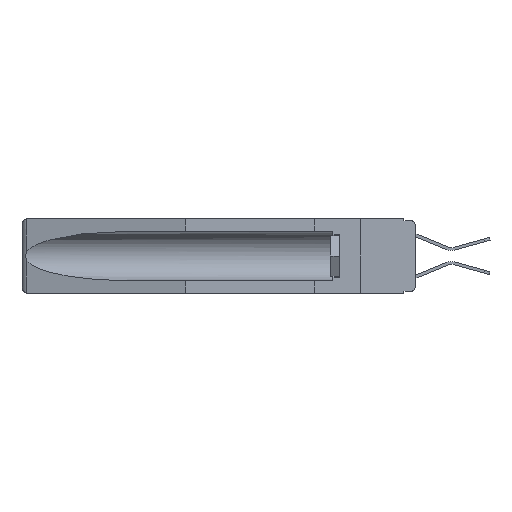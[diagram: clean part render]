
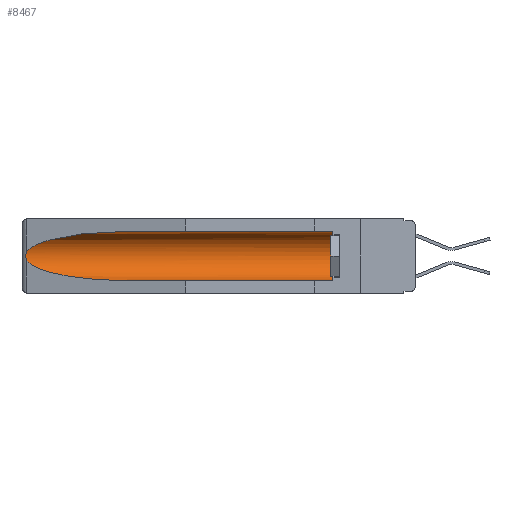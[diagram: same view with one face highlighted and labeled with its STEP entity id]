
A CAD part, left-side view. The second image highlights one B-rep face of the part: STEP entity #8467.
In plain terms, the highlighted cylindrical face has radius 2.857 mm (diameter 5.715 mm), a partial arc.
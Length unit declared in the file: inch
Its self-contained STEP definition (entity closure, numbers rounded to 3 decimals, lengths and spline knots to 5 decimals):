
#146 = DIRECTION ( 'NONE',  ( 0., 0., 1. ) ) ;
#674 = CARTESIAN_POINT ( 'NONE',  ( 0.25451, 1.48313, -0.09465 ) ) ;
#860 = VERTEX_POINT ( 'NONE', #4616 ) ;
#943 = CARTESIAN_POINT ( 'NONE',  ( 0.25451, 1.48313, -0.24835 ) ) ;
#1260 = LINE ( 'NONE', #9411, #4347 ) ;
#1492 = CARTESIAN_POINT ( 'NONE',  ( 0.155, 0.126, -0.284 ) ) ;
#1918 = VERTEX_POINT ( 'NONE', #13766 ) ;
#2291 = EDGE_CURVE ( 'NONE', #3435, #15818, #2691, .T. ) ;
#2691 = B_SPLINE_CURVE_WITH_KNOTS ( 'NONE', 3,
 ( #18134, #6420, #13243, #8321, #3293, #21259, #19802, #11419, #4668, #14912 ),
 .UNSPECIFIED., .F., .F.,
 ( 4, 2, 2, 2, 4 ),
 ( 0., 0.00029, 0.00058, 0.00087, 0.00117 ),
 .UNSPECIFIED. ) ;
#2885 = VERTEX_POINT ( 'NONE', #1492 ) ;
#3293 = CARTESIAN_POINT ( 'NONE',  ( 0.2675, 1.53308, -0.16763 ) ) ;
#3435 = VERTEX_POINT ( 'NONE', #11087 ) ;
#4222 = DIRECTION ( 'NONE',  ( 0., 1., 0. ) ) ;
#4347 = VECTOR ( 'NONE', #11122, 39.37008 ) ;
#4482 = ORIENTED_EDGE ( 'NONE', *, *, #12765, .F. ) ;
#4616 = CARTESIAN_POINT ( 'NONE',  ( 0.155, 1.07973, -0.284 ) ) ;
#4668 = CARTESIAN_POINT ( 'NONE',  ( 0.26597, 1.5296, -0.19026 ) ) ;
#5390 = VECTOR ( 'NONE', #12987, 39.37008 ) ;
#6420 = CARTESIAN_POINT ( 'NONE',  ( 0.26597, 1.52961, -0.15275 ) ) ;
#7264 = AXIS2_PLACEMENT_3D ( 'NONE', #14187, #4222, #16214 ) ;
#7884 = EDGE_CURVE ( 'NONE', #15818, #860, #18133, .T. ) ;
#8321 = CARTESIAN_POINT ( 'NONE',  ( 0.2673, 1.5327, -0.16383 ) ) ;
#8325 = FACE_OUTER_BOUND ( 'NONE', #20174, .T. ) ;
#8467 = ADVANCED_FACE ( 'NONE', ( #8325 ), #20540, .F. ) ;
#8642 = CARTESIAN_POINT ( 'NONE',  ( 0.155, 0.126, -0.1715 ) ) ;
#8814 = AXIS2_PLACEMENT_3D ( 'NONE', #8642, #13421, #146 ) ;
#9170 = CARTESIAN_POINT ( 'NONE',  ( 0.21114, 1.30732, -0.059 ) ) ;
#9411 = CARTESIAN_POINT ( 'NONE',  ( 0.155, -0.30754, -0.059 ) ) ;
#9790 = EDGE_CURVE ( 'NONE', #1918, #3435, #14243, .T. ) ;
#9886 = ORIENTED_EDGE ( 'NONE', *, *, #2291, .T. ) ;
#10103 = EDGE_CURVE ( 'NONE', #2885, #13555, #11176, .T. ) ;
#10821 = CARTESIAN_POINT ( 'NONE',  ( 0.155, 1.07973, -0.059 ) ) ;
#11087 = CARTESIAN_POINT ( 'NONE',  ( 0.26537, 1.52718, -0.14972 ) ) ;
#11122 = DIRECTION ( 'NONE',  ( 0., 1., 0. ) ) ;
#11176 = CIRCLE ( 'NONE', #8814, 0.1125 ) ;
#11419 = CARTESIAN_POINT ( 'NONE',  ( 0.26655, 1.53094, -0.18657 ) ) ;
#12549 = CARTESIAN_POINT ( 'NONE',  ( 0.155, 1.07973, -0.284 ) ) ;
#12765 = EDGE_CURVE ( 'NONE', #2885, #860, #14222, .T. ) ;
#12987 = DIRECTION ( 'NONE',  ( 0., 1., 0. ) ) ;
#13243 = CARTESIAN_POINT ( 'NONE',  ( 0.26654, 1.53092, -0.15636 ) ) ;
#13421 = DIRECTION ( 'NONE',  ( 0., -1., 0. ) ) ;
#13555 = VERTEX_POINT ( 'NONE', #20095 ) ;
#13766 = CARTESIAN_POINT ( 'NONE',  ( 0.155, 1.07973, -0.059 ) ) ;
#13800 = ORIENTED_EDGE ( 'NONE', *, *, #19226, .T. ) ;
#13944 = CARTESIAN_POINT ( 'NONE',  ( 0.26537, 1.52718, -0.14972 ) ) ;
#14187 = CARTESIAN_POINT ( 'NONE',  ( 0.155, -0.30754, -0.1715 ) ) ;
#14222 = LINE ( 'NONE', #18102, #5390 ) ;
#14243 =( BOUNDED_CURVE ( )  B_SPLINE_CURVE ( 3, ( #10821, #9170, #674, #13944 ),
 .UNSPECIFIED., .F., .F. ) 
 B_SPLINE_CURVE_WITH_KNOTS ( ( 4, 4 ),
 ( 4.71239, 6.08839 ),
 .UNSPECIFIED. ) 
 CURVE ( )  GEOMETRIC_REPRESENTATION_ITEM ( )  RATIONAL_B_SPLINE_CURVE ( ( 1., 0.848, 0.848, 1. ) ) 
 REPRESENTATION_ITEM ( '' )  );
#14274 = CARTESIAN_POINT ( 'NONE',  ( 0.21114, 1.30732, -0.284 ) ) ;
#14912 = CARTESIAN_POINT ( 'NONE',  ( 0.26537, 1.52718, -0.19328 ) ) ;
#15818 = VERTEX_POINT ( 'NONE', #17356 ) ;
#16214 = DIRECTION ( 'NONE',  ( 0., 0., 1. ) ) ;
#17356 = CARTESIAN_POINT ( 'NONE',  ( 0.26537, 1.52718, -0.19328 ) ) ;
#18102 = CARTESIAN_POINT ( 'NONE',  ( 0.155, -0.30754, -0.284 ) ) ;
#18133 =( BOUNDED_CURVE ( )  B_SPLINE_CURVE ( 3, ( #20845, #943, #14274, #12549 ),
 .UNSPECIFIED., .F., .F. ) 
 B_SPLINE_CURVE_WITH_KNOTS ( ( 4, 4 ),
 ( 0.1948, 1.5708 ),
 .UNSPECIFIED. ) 
 CURVE ( )  GEOMETRIC_REPRESENTATION_ITEM ( )  RATIONAL_B_SPLINE_CURVE ( ( 1., 0.848, 0.848, 1. ) ) 
 REPRESENTATION_ITEM ( '' )  );
#18134 = CARTESIAN_POINT ( 'NONE',  ( 0.26537, 1.52718, -0.14972 ) ) ;
#19226 = EDGE_CURVE ( 'NONE', #13555, #1918, #1260, .T. ) ;
#19741 = ORIENTED_EDGE ( 'NONE', *, *, #10103, .T. ) ;
#19802 = CARTESIAN_POINT ( 'NONE',  ( 0.2673, 1.53269, -0.17917 ) ) ;
#20095 = CARTESIAN_POINT ( 'NONE',  ( 0.155, 0.126, -0.059 ) ) ;
#20174 = EDGE_LOOP ( 'NONE', ( #20923, #9886, #20311, #4482, #19741, #13800 ) ) ;
#20311 = ORIENTED_EDGE ( 'NONE', *, *, #7884, .T. ) ;
#20540 = CYLINDRICAL_SURFACE ( 'NONE', #7264, 0.1125 ) ;
#20845 = CARTESIAN_POINT ( 'NONE',  ( 0.26537, 1.52718, -0.19328 ) ) ;
#20923 = ORIENTED_EDGE ( 'NONE', *, *, #9790, .T. ) ;
#21259 = CARTESIAN_POINT ( 'NONE',  ( 0.2675, 1.53308, -0.17534 ) ) ;
